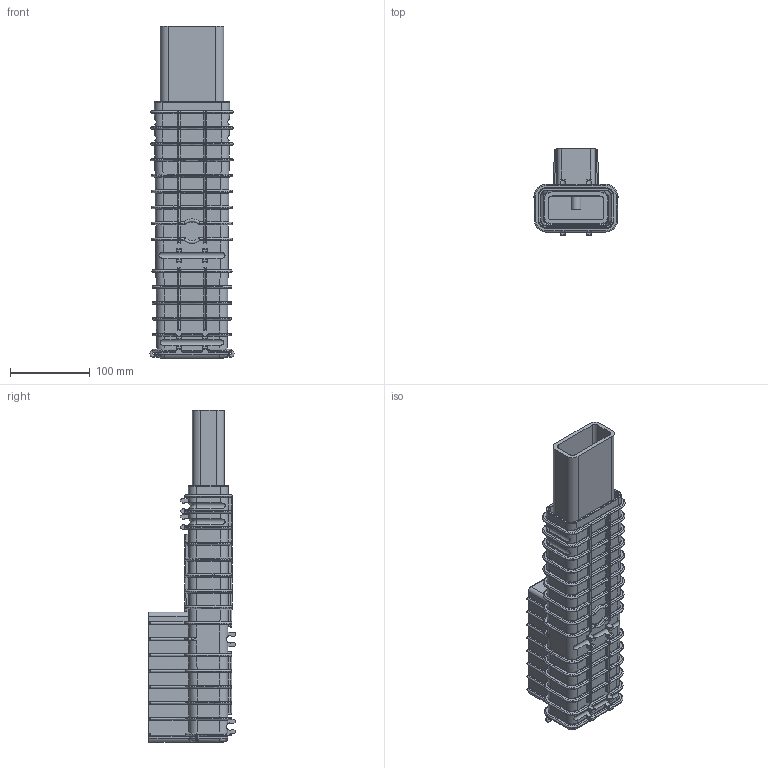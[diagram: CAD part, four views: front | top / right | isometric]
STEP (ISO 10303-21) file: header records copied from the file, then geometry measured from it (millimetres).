
FILE_DESCRIPTION(/* description */ (''),/* implementation_level */ '2;1');
FILE_NAME(/* name */ 'RVK 60 plastic complete.stp',/* time_stamp */ '2021-03-24T09:28:33+01:00',/* author */ ('Bruker'),/* organization */ (''),/* preprocessor_version */ 'ST-DEVELOPER v18.1',/* originating_system */ 'Autodesk Inventor 2021',/* authorisation */ '');
FILE_SCHEMA (('AUTOMOTIVE_DESIGN { 1 0 10303 214 3 1 1 }'));
Products named in the file (6): RVK 50 plastic complete; RVK 60 Plastic Outer tube Rev 5; RVK 50 P Inner tube EN 10058 - 80 x 40 - 295; DIN 6914 - M12 x 30; Rvk 50 P Top sticker; Square washer 40x40 M13
Assembly tree (5 placements, depth 2):
  RVK 50 plastic complete
    RVK 60 Plastic Outer tube Rev 5
    RVK 50 P Inner tube EN 10058 - 80 x 40 - 295
    DIN 6914 - M12 x 30
    Rvk 50 P Top sticker
    Square washer 40x40 M13
Bounding box: 105.2 x 108.9 x 415.33 mm (x, y, z)
Volume: 682355 mm3; surface area: 385885.9 mm2
Topology: 5 solids, 5 shells, 2464 faces, 6149 edges, 3593 vertices
Faces by surface type: cylinder 952, plane 682, bspline 509, sphere 156, torus 154, cone 11
Full cylindrical faces by diameter (mm): 0.649 x1, 3 x2, 10.5 x1, 12 x1, 14 x1, 20 x1
Entity records: 154629 total; most frequent: CARTESIAN_POINT 99701, ORIENTED_EDGE 12026, DIRECTION 10878, EDGE_CURVE 6013, AXIS2_PLACEMENT_3D 4068, VERTEX_POINT 3593, LINE 2742, VECTOR 2742
